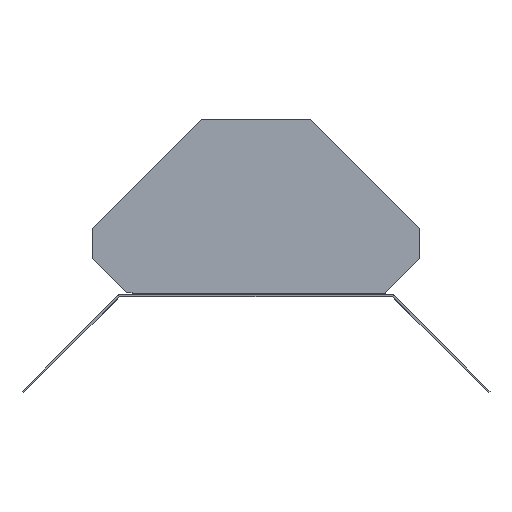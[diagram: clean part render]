
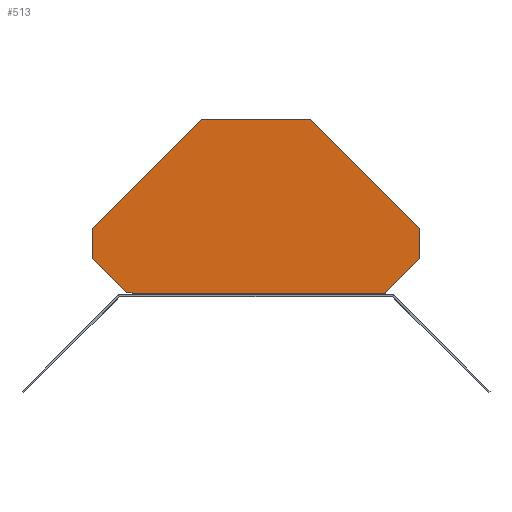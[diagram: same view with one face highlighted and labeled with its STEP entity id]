
A CAD part, top view. The second image highlights one B-rep face of the part: STEP entity #513.
In plain terms, the highlighted planar face has unit normal (0, 0, 1).
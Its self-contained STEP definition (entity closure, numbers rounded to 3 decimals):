
#10=DIRECTION('',(0.,1.,0.));
#11=VECTOR('',#10,0.5);
#12=CARTESIAN_POINT('',(133.348,261.47,1.5));
#13=LINE('',#12,#11);
#32=DIRECTION('',(0.707,-0.707,0.));
#33=VECTOR('',#32,35.355);
#34=CARTESIAN_POINT('',(104.048,286.97,1.5));
#35=LINE('',#34,#33);
#36=DIRECTION('',(-0.707,-0.707,0.));
#37=VECTOR('',#36,113.137);
#38=CARTESIAN_POINT('',(184.048,388.97,1.5));
#39=LINE('',#38,#37);
#40=DIRECTION('',(-0.707,0.707,0.));
#41=VECTOR('',#40,113.137);
#42=CARTESIAN_POINT('',(344.048,308.97,1.5));
#43=LINE('',#42,#41);
#44=DIRECTION('',(0.707,0.707,0.));
#45=VECTOR('',#44,35.355);
#46=CARTESIAN_POINT('',(319.048,261.97,1.5));
#47=LINE('',#46,#45);
#70=DIRECTION('',(0.,-1.,0.));
#71=VECTOR('',#70,0.5);
#72=CARTESIAN_POINT('',(319.048,261.97,1.5));
#73=LINE('',#72,#71);
#94=DIRECTION('',(-1.,0.,0.));
#95=VECTOR('',#94,4.3);
#96=CARTESIAN_POINT('',(133.348,261.97,1.5));
#97=LINE('',#96,#95);
#114=DIRECTION('',(0.,1.,0.));
#115=VECTOR('',#114,22.);
#116=CARTESIAN_POINT('',(104.048,286.97,1.5));
#117=LINE('',#116,#115);
#134=DIRECTION('',(1.,0.,0.));
#135=VECTOR('',#134,80.);
#136=CARTESIAN_POINT('',(184.048,388.97,1.5));
#137=LINE('',#136,#135);
#150=DIRECTION('',(0.,-1.,0.));
#151=VECTOR('',#150,22.);
#152=CARTESIAN_POINT('',(344.048,308.97,1.5));
#153=LINE('',#152,#151);
#314=DIRECTION('',(-1.,0.,0.));
#315=VECTOR('',#314,185.7);
#316=CARTESIAN_POINT('',(319.048,261.47,1.5));
#317=LINE('',#316,#315);
#370=CARTESIAN_POINT('',(319.048,261.47,1.5));
#371=VERTEX_POINT('',#370);
#372=CARTESIAN_POINT('',(319.048,261.97,1.5));
#373=VERTEX_POINT('',#372);
#398=CARTESIAN_POINT('',(133.348,261.97,1.5));
#399=VERTEX_POINT('',#398);
#400=CARTESIAN_POINT('',(129.048,261.97,1.5));
#401=VERTEX_POINT('',#400);
#416=CARTESIAN_POINT('',(344.048,286.97,1.5));
#417=VERTEX_POINT('',#416);
#418=CARTESIAN_POINT('',(344.048,308.97,1.5));
#419=VERTEX_POINT('',#418);
#420=CARTESIAN_POINT('',(264.048,388.97,1.5));
#421=VERTEX_POINT('',#420);
#422=CARTESIAN_POINT('',(184.048,388.97,1.5));
#423=VERTEX_POINT('',#422);
#424=CARTESIAN_POINT('',(104.048,308.97,1.5));
#425=VERTEX_POINT('',#424);
#426=CARTESIAN_POINT('',(104.048,286.97,1.5));
#427=VERTEX_POINT('',#426);
#433=CARTESIAN_POINT('',(133.348,261.47,1.5));
#435=VERTEX_POINT('',#433);
#485=CARTESIAN_POINT('',(18.449,412.925,1.5));
#486=DIRECTION('',(0.,0.,-1.));
#487=DIRECTION('',(0.,-1.,0.));
#488=AXIS2_PLACEMENT_3D('',#485,#486,#487);
#489=PLANE('',#488);
#491=ORIENTED_EDGE('',*,*,#490,.T.);
#493=ORIENTED_EDGE('',*,*,#492,.T.);
#494=ORIENTED_EDGE('',*,*,#467,.T.);
#496=ORIENTED_EDGE('',*,*,#495,.T.);
#498=ORIENTED_EDGE('',*,*,#497,.F.);
#500=ORIENTED_EDGE('',*,*,#499,.T.);
#502=ORIENTED_EDGE('',*,*,#501,.F.);
#504=ORIENTED_EDGE('',*,*,#503,.T.);
#506=ORIENTED_EDGE('',*,*,#505,.F.);
#508=ORIENTED_EDGE('',*,*,#507,.T.);
#510=ORIENTED_EDGE('',*,*,#509,.F.);
#511=EDGE_LOOP('',(#491,#493,#494,#496,#498,#500,#502,#504,#506,#508,#510));
#512=FACE_OUTER_BOUND('',#511,.F.);
#513=ADVANCED_FACE('',(#512),#489,.F.);
#467=EDGE_CURVE('',#435,#399,#13,.T.);
#490=EDGE_CURVE('',#373,#371,#73,.T.);
#492=EDGE_CURVE('',#371,#435,#317,.T.);
#495=EDGE_CURVE('',#399,#401,#97,.T.);
#497=EDGE_CURVE('',#427,#401,#35,.T.);
#499=EDGE_CURVE('',#427,#425,#117,.T.);
#501=EDGE_CURVE('',#423,#425,#39,.T.);
#503=EDGE_CURVE('',#423,#421,#137,.T.);
#505=EDGE_CURVE('',#419,#421,#43,.T.);
#507=EDGE_CURVE('',#419,#417,#153,.T.);
#509=EDGE_CURVE('',#373,#417,#47,.T.);
